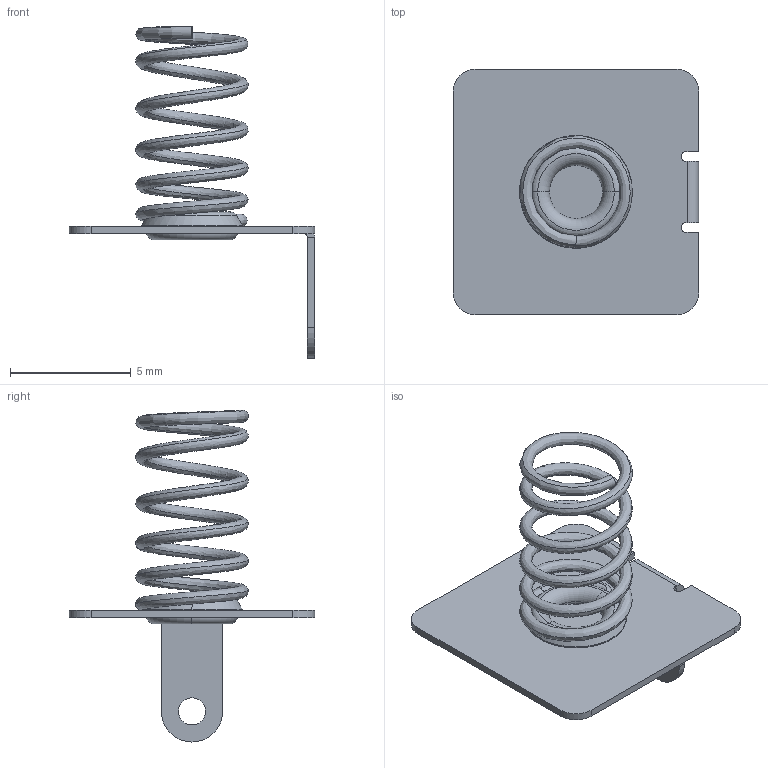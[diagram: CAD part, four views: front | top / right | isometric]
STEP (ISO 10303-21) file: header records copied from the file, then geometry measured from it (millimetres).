
FILE_DESCRIPTION (( 'STEP AP214' ), '1' );
FILE_NAME ('SN-T7-05A.STEP', '2020-02-10T15:15:28', ( '' ), ( '' ), 'SwSTEP 2.0', 'SolidWorks 2017', '' );
FILE_SCHEMA (( 'AUTOMOTIVE_DESIGN' ));
Length unit declared in the file: millimetre
Products named in the file (1): SN-T7-05A
Bounding box: 10.16 x 10.16 x 13.75 mm (x, y, z)
Volume: 54.8 mm3; surface area: 366.8 mm2
Topology: 1 solids, 1 shells, 52 faces, 129 edges, 82 vertices
Faces by surface type: plane 21, cylinder 15, torus 8, bspline 4, cone 4
Entity records: 3808 total; most frequent: CARTESIAN_POINT 2535, DIRECTION 264, ORIENTED_EDGE 258, EDGE_CURVE 129, AXIS2_PLACEMENT_3D 105, VERTEX_POINT 82, EDGE_LOOP 57, CIRCLE 56
